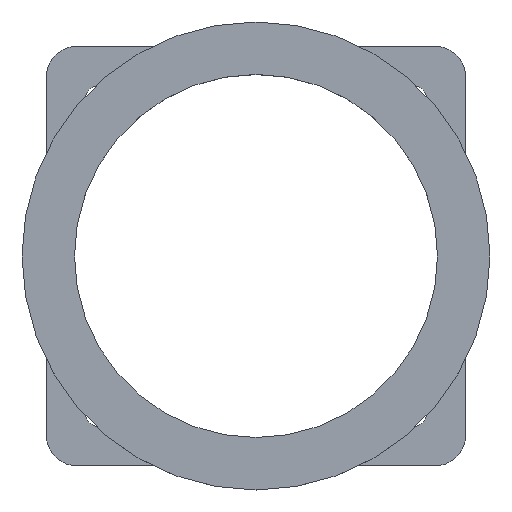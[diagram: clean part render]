
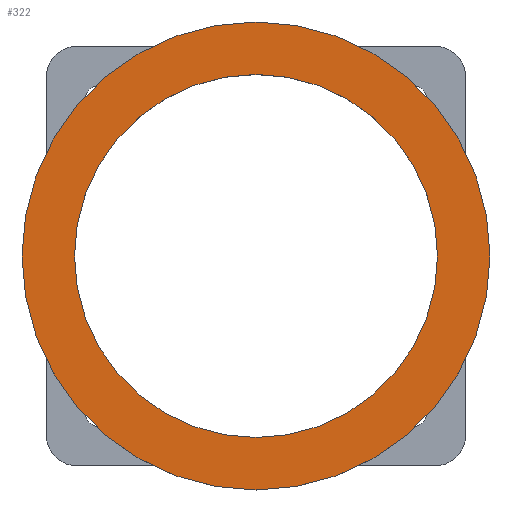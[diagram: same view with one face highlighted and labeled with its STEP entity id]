
A CAD part, top view. The second image highlights one B-rep face of the part: STEP entity #322.
In plain terms, the highlighted planar face has unit normal (0, 0, 1).
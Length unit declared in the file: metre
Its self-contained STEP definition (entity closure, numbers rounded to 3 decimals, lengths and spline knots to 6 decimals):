
#29=CIRCLE('',#367,0.0173);
#33=CIRCLE('',#376,0.0223);
#117=ORIENTED_EDGE('',*,*,#154,.F.);
#118=ORIENTED_EDGE('',*,*,#158,.T.);
#154=EDGE_CURVE('',#184,#184,#29,.T.);
#158=EDGE_CURVE('',#188,#188,#33,.T.);
#184=VERTEX_POINT('',#551);
#188=VERTEX_POINT('',#564);
#255=EDGE_LOOP('',(#117));
#256=EDGE_LOOP('',(#118));
#293=FACE_BOUND('',#255,.T.);
#294=FACE_BOUND('',#256,.T.);
#304=PLANE('',#375);
#322=ADVANCED_FACE('',(#293,#294),#304,.F.);
#367=AXIS2_PLACEMENT_3D('',#550,#456,#457);
#375=AXIS2_PLACEMENT_3D('',#562,#472,#473);
#376=AXIS2_PLACEMENT_3D('',#563,#474,#475);
#456=DIRECTION('',(0.,0.,1.));
#457=DIRECTION('',(0.,-1.,0.));
#472=DIRECTION('',(0.,0.,-1.));
#473=DIRECTION('',(0.,1.,0.));
#474=DIRECTION('',(0.,0.,1.));
#475=DIRECTION('',(0.,-1.,0.));
#550=CARTESIAN_POINT('',(0.,0.013,0.0502));
#551=CARTESIAN_POINT('',(0.,-0.0043,0.0502));
#562=CARTESIAN_POINT('',(0.,-0.0068,0.0502));
#563=CARTESIAN_POINT('',(0.,0.013,0.0502));
#564=CARTESIAN_POINT('',(0.,-0.0093,0.0502));
